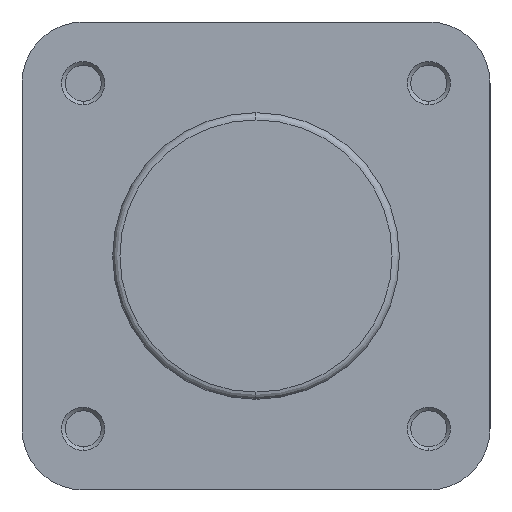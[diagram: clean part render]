
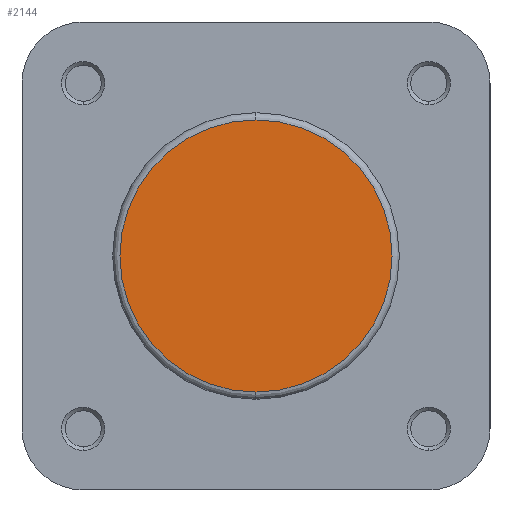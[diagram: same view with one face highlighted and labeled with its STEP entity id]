
A CAD part, left-side view. The second image highlights one B-rep face of the part: STEP entity #2144.
In plain terms, the highlighted planar face has unit normal (-1, 0, 0).
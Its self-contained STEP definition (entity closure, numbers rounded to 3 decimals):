
#388 = CIRCLE ( 'NONE', #3822, 18.9 ) ;
#422 = CIRCLE ( 'NONE', #3834, 18.9 ) ;
#846 = CARTESIAN_POINT ( 'NONE',  ( 21., 0., -18.9 ) ) ;
#863 = CARTESIAN_POINT ( 'NONE',  ( 21., 0., 18.9 ) ) ;
#1186 = CARTESIAN_POINT ( 'NONE',  ( 21., 0., 0. ) ) ;
#1187 = DIRECTION ( 'NONE',  ( -1., 0., 0. ) ) ;
#1188 = DIRECTION ( 'NONE',  ( 0., 0., -1. ) ) ;
#1244 = CARTESIAN_POINT ( 'NONE',  ( 21., 0., 0. ) ) ;
#1246 = DIRECTION ( 'NONE',  ( -1., 0., 0. ) ) ;
#1247 = DIRECTION ( 'NONE',  ( 0., 0., -1. ) ) ;
#2074 = EDGE_LOOP ( 'NONE', ( #4452, #4451 ) ) ;
#2144 = ADVANCED_FACE ( 'NONE', ( #4081 ), #2879, .F. ) ;
#2411 = VERTEX_POINT ( 'NONE', #846 ) ;
#2440 = VERTEX_POINT ( 'NONE', #863 ) ;
#2842 = DIRECTION ( 'NONE',  ( 1., 0., 0. ) ) ;
#2846 = CARTESIAN_POINT ( 'NONE',  ( 21., 19.9, 0. ) ) ;
#2879 = PLANE ( 'NONE',  #3641 ) ;
#2919 = DIRECTION ( 'NONE',  ( 0., 0., -1. ) ) ;
#3312 = EDGE_CURVE ( 'NONE', #2411, #2440, #388, .T. ) ;
#3335 = EDGE_CURVE ( 'NONE', #2440, #2411, #422, .T. ) ;
#3641 = AXIS2_PLACEMENT_3D ( 'NONE', #2846, #2842, #2919 ) ;
#3822 = AXIS2_PLACEMENT_3D ( 'NONE', #1186, #1187, #1188 ) ;
#3834 = AXIS2_PLACEMENT_3D ( 'NONE', #1244, #1246, #1247 ) ;
#4081 = FACE_OUTER_BOUND ( 'NONE', #2074, .T. ) ;
#4451 = ORIENTED_EDGE ( 'NONE', *, *, #3335, .T. ) ;
#4452 = ORIENTED_EDGE ( 'NONE', *, *, #3312, .T. ) ;
